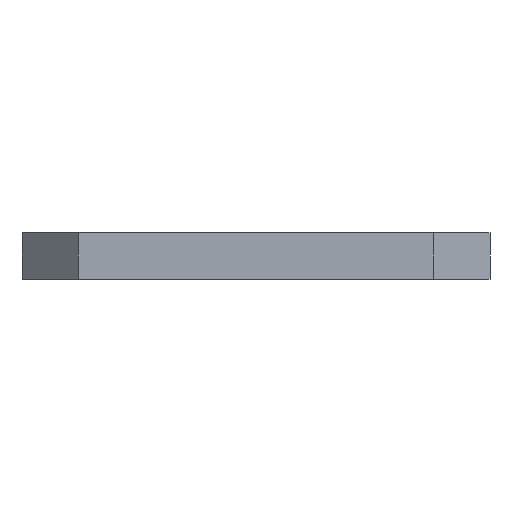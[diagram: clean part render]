
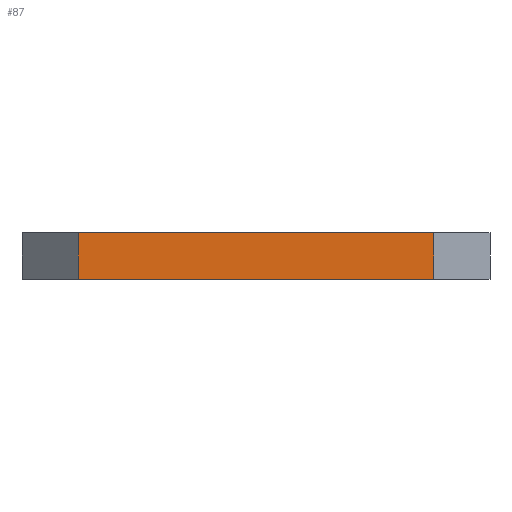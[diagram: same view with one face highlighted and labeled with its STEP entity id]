
A CAD part, left-side view. The second image highlights one B-rep face of the part: STEP entity #87.
In plain terms, the highlighted planar face has unit normal (-1, 0, 0).
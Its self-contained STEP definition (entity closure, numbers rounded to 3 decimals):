
#87 = ADVANCED_FACE( '', ( #443 ), #444, .F. );
#443 = FACE_OUTER_BOUND( '', #1037, .T. );
#444 = PLANE( '', #1038 );
#1037 = EDGE_LOOP( '', ( #1675, #1676, #1677, #1678 ) );
#1038 = AXIS2_PLACEMENT_3D( '', #1679, #1680, #1681 );
#1675 = ORIENTED_EDGE( '', *, *, #2413, .F. );
#1676 = ORIENTED_EDGE( '', *, *, #2524, .T. );
#1677 = ORIENTED_EDGE( '', *, *, #2516, .T. );
#1678 = ORIENTED_EDGE( '', *, *, #2525, .T. );
#1679 = CARTESIAN_POINT( '', ( -250., 250., 50. ) );
#1680 = DIRECTION( '', ( 1., 0., 0. ) );
#1681 = DIRECTION( '', ( 0., 1., 0. ) );
#2413 = EDGE_CURVE( '', #2777, #2779, #2780, .T. );
#2516 = EDGE_CURVE( '', #2985, #2983, #2986, .T. );
#2524 = EDGE_CURVE( '', #2777, #2985, #2996, .T. );
#2525 = EDGE_CURVE( '', #2983, #2779, #2997, .T. );
#2777 = VERTEX_POINT( '', #3270 );
#2779 = VERTEX_POINT( '', #3273 );
#2780 = LINE( '', #3274, #3275 );
#2983 = VERTEX_POINT( '', #3482 );
#2985 = VERTEX_POINT( '', #3485 );
#2986 = LINE( '', #3486, #3487 );
#2996 = LINE( '', #3504, #3505 );
#2997 = LINE( '', #3506, #3507 );
#3270 = CARTESIAN_POINT( '', ( -250., 190., 50. ) );
#3273 = CARTESIAN_POINT( '', ( -250., -190., 50. ) );
#3274 = CARTESIAN_POINT( '', ( -250., 250., 50. ) );
#3275 = VECTOR( '', #3882, 1000. );
#3482 = CARTESIAN_POINT( '', ( -250., -190., 0. ) );
#3485 = CARTESIAN_POINT( '', ( -250., 190., 0. ) );
#3486 = CARTESIAN_POINT( '', ( -250., 250., 0. ) );
#3487 = VECTOR( '', #4179, 1000. );
#3504 = CARTESIAN_POINT( '', ( -250., 190., 50. ) );
#3505 = VECTOR( '', #4187, 1000. );
#3506 = CARTESIAN_POINT( '', ( -250., -190., 50. ) );
#3507 = VECTOR( '', #4188, 1000. );
#3882 = DIRECTION( '', ( 0., -1., 0. ) );
#4179 = DIRECTION( '', ( 0., -1., 0. ) );
#4187 = DIRECTION( '', ( 0., 0., -1. ) );
#4188 = DIRECTION( '', ( 0., 0., 1. ) );
